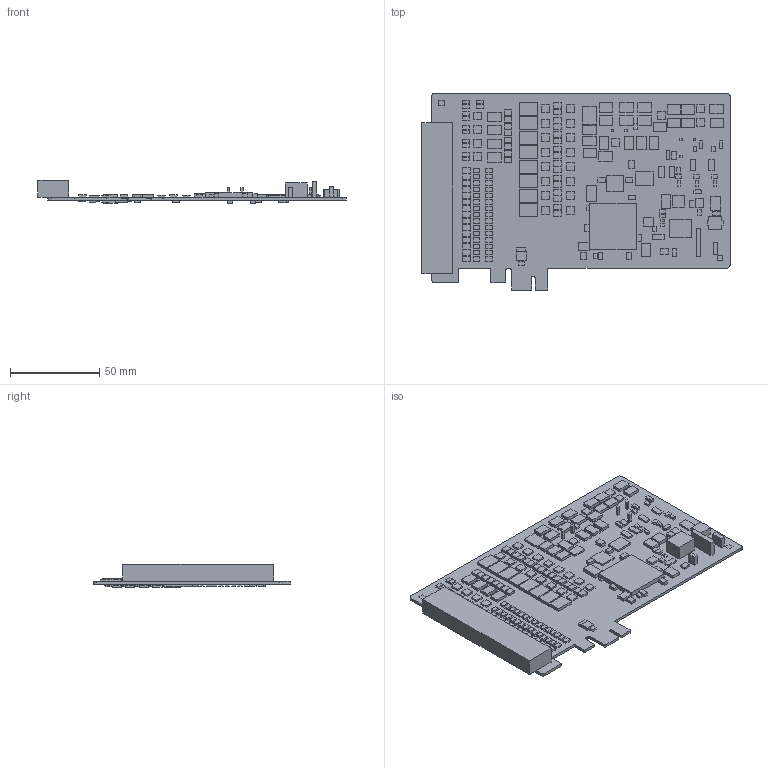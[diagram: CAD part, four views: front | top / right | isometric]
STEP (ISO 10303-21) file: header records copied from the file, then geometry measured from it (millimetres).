
FILE_DESCRIPTION (( 'STEP AP203' ), '1' );
FILE_NAME ('st_20200521_1007_4976370.STEP', '2020-05-21T02:21:30', ( '' ), ( '' ), 'SwSTEP 2.0', 'SolidWorks 2018', '' );
FILE_SCHEMA (( 'CONFIG_CONTROL_DESIGN' ));
Length unit declared in the file: millimetre
Products named in the file (62): HD_6X1P_100_D_1653006100; SOT23_131570021004; SC70_5P_1410020882; SOIC_8P_50_193X236_14S1039300; SOIC_28P_26_382X252_141002292401; TVS0805_1305512140; C0805_1100000141; SOIC_10P_20_118X193_141002422901; SOIC_8P_26_118X193_TP69X56_131000514701; SOIC_8P_26_118X193_TP69X56_131000514201; INDUCTOR_2P_167_177X169_1211003220; SOIC_38P_20_382X252_141002369601; SC70_6P_141002583001; DIODE_2P_146_106X61_130000416601; L_4P_67_80X49_121200358701; SOIC_8P_50_193X236_141002370401; SOIC_16P_26_197X252_141002421001; SOT23_5P_141002580601; JT_1P_1659200300; SOIC_8P_50_193X236_141002389901; SOIC_8P_50_193X236_TP130X95_141002485401; C12061_1100005026; SOT23_5P_141002583501; SOT89_1310002154; C12061_1100006773; SOIC_8P_50_193X236_141002480201; OSC_4P_100_205X134_123300321101; SOT23_6P_H57_1300003972; L_2P_126_150X157_121100494901; SOT23_1310004023; DIODE_2P_130_138X63_1300003953; HD_2X1P_79_H224_D_1653000125; DIODE_2P_129_108X79_130000581001; QFN_56P_20_315X315_TP262_1410020350; SOT23_5P_141002485501; SW_4X2P_100_461X382_D_1600000400; st_20200521_1007_4976370; SOIC_16P_26_197X252_TP_1410006440; FUSE1812_1305000040; BGA_484P_39_906X906_141002282301 ...
Assembly tree (281 placements, depth 2):
  st_20200521_1007_4976370
    st_20200521_1007_4976370
    HD_3X1P_79_D_1653003101
    SW_4X2P_100_461X382_D_1600000400
    DIODE_2P_129_108X79_130000581001  x2
    SC70_5P_1410020882  x20
    SOIC_8P_26_118X193_1410020437
    L_4P_67_80X49_121200358701  x3
    INDUCTOR_2P_252_287X287_SCDS74T_121100563101
    OSC_4P_100_205X134_123300321101
    SCSI_100P_SCSIRB100FRS133_165401099601
    QFN_56P_20_315X315_TP262_1410020350
    SOIC_16P_26_197X252_TP_1410006440
    SOIC_8P_50_193X236_TP130X95_141002485401
    SOIC_8P_50_208X311_1410022406
    SOT23_5P_H39_1410021516  x2
    BGA_484P_39_906X906_141002282301
    SOIC_16P_50_390X236_141002360801  x8
    SOIC_8P_50_193X236_1410009108
    SOIC_8P_50_193X236_141002480201  x13
    SOIC_8P_50_193X236_141002370401
    SOIC_8P_50_193X236_141002389901  x13
    SOIC_8P_50_193X236_14S1039300
    SOIC_38P_20_382X252_141002369601
    SOT23_6P_H57_1300003972  x15
    TVS0805_1305512140  x23
    JT_1P_1659200100
    JT_1P_1659200400
    JT_1P_1659200300  x2
    JT_1P_1659200200
    SOT89_1310002154
    SOIC_8P_26_118X193_TP69X56_131000514701
    SOIC_8P_26_118X193_TP69X56_131000514201  x2
    FUSE1812_1290000843
    FUSE1812_1305000040
    INDUCTOR_2P_167_177X169_1211003220
    L_2P_126_150X157_121100494901
    INDUCTOR_2P_163_224X236_1211000065
    FIDUCIAL_0060000001  x4
    DIODE_2P_130_138X63_1300003953  x2
    LED_0603_1304100640
    HD_2X1P_79_H224_D_1653000125
    HD_6X1P_100_D_1653006100
    R0805_1059700001  x2
    DIODE_2P_146_106X61_130000416601  x2
    C12061_1100005026  x5
    C12061_1100006773  x2
    SC70_6P_141002583001  x38
    SOIC_16P_26_197X252_141002421001
    QFN_12P_20_118X118_TP51_141002580401  x28
    SOT23_1310004023
    SOT23_131570021004  x3
    SOT23_1300009940  x24
    C0805_1100005967  x13
    C0805_1100000141
    C_2P_114_138X118_110000653801  x3
    SOIC_10P_20_118X193_141002422901
    SOIC_28P_26_382X252_141002292401
    SOT23_5P_141002485301
    SOT23_5P_141002485501
Bounding box: 173.07 x 111.15 x 13.11 mm (x, y, z)
Volume: 51569.6 mm3; surface area: 58980.5 mm2
Topology: 281 solids, 281 shells, 2057 faces, 4485 edges, 2990 vertices
Faces by surface type: plane 1801, cylinder 256
Entity records: 36047 total; most frequent: DIRECTION 4359, CARTESIAN_POINT 4048, ORIENTED_EDGE 3642, EDGE_CURVE 1821, AXIS2_PLACEMENT_3D 1525, LINE 1309, VECTOR 1309, VERTEX_POINT 1214
